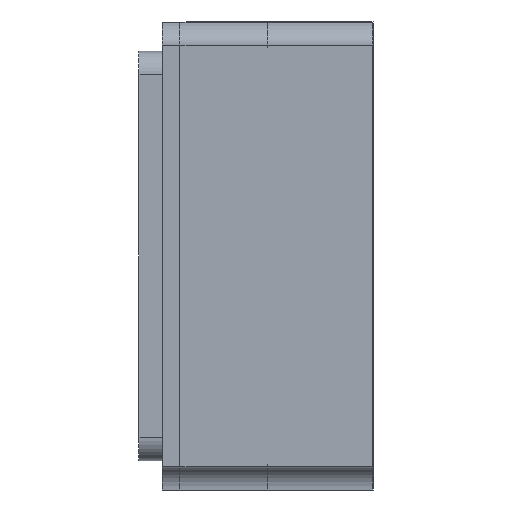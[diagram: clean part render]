
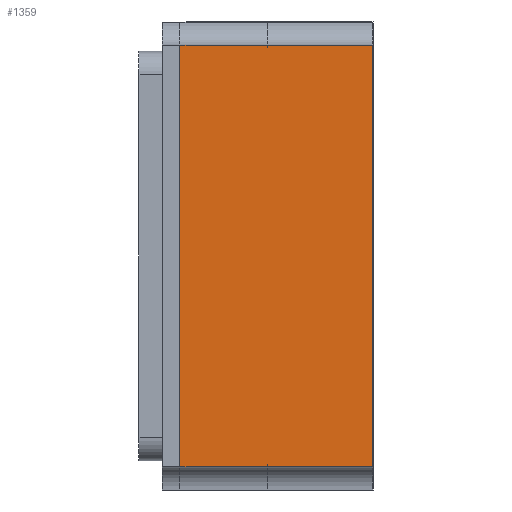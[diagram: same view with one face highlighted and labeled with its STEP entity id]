
A CAD part, left-side view. The second image highlights one B-rep face of the part: STEP entity #1359.
In plain terms, the highlighted planar face has unit normal (-1, 0, 0).
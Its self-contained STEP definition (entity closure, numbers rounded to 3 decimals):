
#64 = VECTOR ( 'NONE', #3695, 1000. ) ;
#91 = DIRECTION ( 'NONE',  ( -1., 0., 0. ) ) ;
#238 = EDGE_LOOP ( 'NONE', ( #3590, #3462, #3269, #2740, #1671, #3633 ) ) ;
#249 = VERTEX_POINT ( 'NONE', #841 ) ;
#369 = VECTOR ( 'NONE', #3350, 1000. ) ;
#471 = AXIS2_PLACEMENT_3D ( 'NONE', #3022, #91, #3120 ) ;
#564 = EDGE_CURVE ( 'NONE', #3194, #3096, #1772, .T. ) ;
#589 = CARTESIAN_POINT ( 'NONE',  ( -1.25, 0.45, 0.9 ) ) ;
#632 = CARTESIAN_POINT ( 'NONE',  ( -1.25, 0.9, 0.9 ) ) ;
#674 = FACE_OUTER_BOUND ( 'NONE', #238, .T. ) ;
#794 = EDGE_CURVE ( 'NONE', #249, #1233, #3084, .T. ) ;
#821 = VECTOR ( 'NONE', #1559, 1000. ) ;
#841 = CARTESIAN_POINT ( 'NONE',  ( -1.25, 0.825, -0.9 ) ) ;
#861 = VECTOR ( 'NONE', #1082, 1000. ) ;
#949 = VECTOR ( 'NONE', #2932, 1000. ) ;
#1016 = LINE ( 'NONE', #3078, #821 ) ;
#1082 = DIRECTION ( 'NONE',  ( 0., -1., 0. ) ) ;
#1176 = CARTESIAN_POINT ( 'NONE',  ( -1.25, 0., 0.9 ) ) ;
#1233 = VERTEX_POINT ( 'NONE', #2208 ) ;
#1359 = ADVANCED_FACE ( 'NONE', ( #674 ), #1479, .T. ) ;
#1479 = PLANE ( 'NONE',  #471 ) ;
#1559 = DIRECTION ( 'NONE',  ( 0., -1., 0. ) ) ;
#1671 = ORIENTED_EDGE ( 'NONE', *, *, #564, .F. ) ;
#1772 = LINE ( 'NONE', #2597, #949 ) ;
#1775 = EDGE_CURVE ( 'NONE', #249, #3702, #2822, .T. ) ;
#1787 = CARTESIAN_POINT ( 'NONE',  ( -1.25, 0.825, -0.9 ) ) ;
#2208 = CARTESIAN_POINT ( 'NONE',  ( -1.25, 0.45, -0.9 ) ) ;
#2313 = EDGE_CURVE ( 'NONE', #2777, #3194, #1016, .T. ) ;
#2320 = CARTESIAN_POINT ( 'NONE',  ( -1.25, 0., -0.9 ) ) ;
#2466 = LINE ( 'NONE', #3230, #861 ) ;
#2597 = CARTESIAN_POINT ( 'NONE',  ( -1.25, 0., 0. ) ) ;
#2695 = EDGE_CURVE ( 'NONE', #3702, #2777, #3421, .T. ) ;
#2740 = ORIENTED_EDGE ( 'NONE', *, *, #3116, .T. ) ;
#2777 = VERTEX_POINT ( 'NONE', #589 ) ;
#2822 = LINE ( 'NONE', #1787, #3535 ) ;
#2847 = CARTESIAN_POINT ( 'NONE',  ( -1.25, 0.9, -0.9 ) ) ;
#2848 = CARTESIAN_POINT ( 'NONE',  ( -1.25, 0.825, 0.9 ) ) ;
#2932 = DIRECTION ( 'NONE',  ( 0., 0., -1. ) ) ;
#3022 = CARTESIAN_POINT ( 'NONE',  ( -1.25, 0.9, 0. ) ) ;
#3078 = CARTESIAN_POINT ( 'NONE',  ( -1.25, 0.45, 0.9 ) ) ;
#3084 = LINE ( 'NONE', #2847, #64 ) ;
#3096 = VERTEX_POINT ( 'NONE', #2320 ) ;
#3116 = EDGE_CURVE ( 'NONE', #1233, #3096, #2466, .T. ) ;
#3120 = DIRECTION ( 'NONE',  ( 0., 0., 1. ) ) ;
#3194 = VERTEX_POINT ( 'NONE', #1176 ) ;
#3230 = CARTESIAN_POINT ( 'NONE',  ( -1.25, 0.45, -0.9 ) ) ;
#3268 = DIRECTION ( 'NONE',  ( 0., 0., 1. ) ) ;
#3269 = ORIENTED_EDGE ( 'NONE', *, *, #794, .T. ) ;
#3350 = DIRECTION ( 'NONE',  ( 0., -1., 0. ) ) ;
#3421 = LINE ( 'NONE', #632, #369 ) ;
#3462 = ORIENTED_EDGE ( 'NONE', *, *, #1775, .F. ) ;
#3535 = VECTOR ( 'NONE', #3268, 1000. ) ;
#3590 = ORIENTED_EDGE ( 'NONE', *, *, #2695, .F. ) ;
#3633 = ORIENTED_EDGE ( 'NONE', *, *, #2313, .F. ) ;
#3695 = DIRECTION ( 'NONE',  ( 0., -1., 0. ) ) ;
#3702 = VERTEX_POINT ( 'NONE', #2848 ) ;
